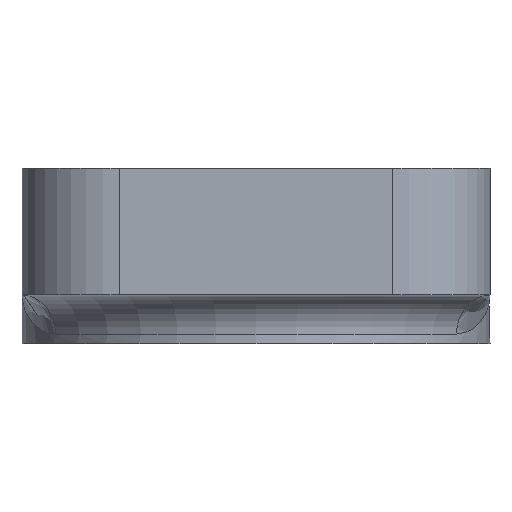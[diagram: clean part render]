
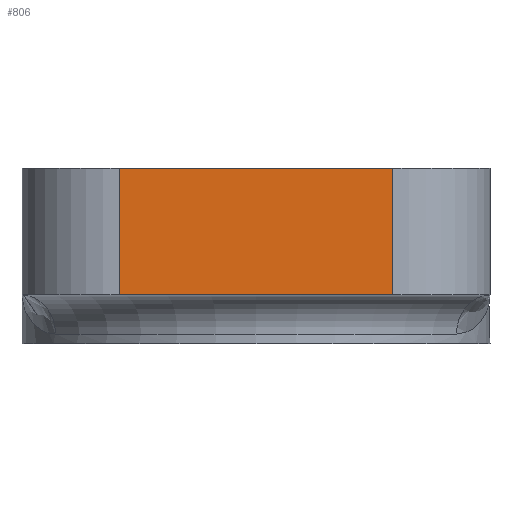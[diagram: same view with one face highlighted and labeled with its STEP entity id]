
A CAD part, front view. The second image highlights one B-rep face of the part: STEP entity #806.
In plain terms, the highlighted planar face has unit normal (0, -1, 0).
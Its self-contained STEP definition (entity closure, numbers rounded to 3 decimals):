
#778 = VERTEX_POINT('',#779);
#779 = CARTESIAN_POINT('',(-7.,-19.,9.));
#788 = VERTEX_POINT('',#789);
#789 = CARTESIAN_POINT('',(-7.,-19.,2.5));
#796 = EDGE_CURVE('',#788,#778,#797,.T.);
#797 = LINE('',#798,#799);
#798 = CARTESIAN_POINT('',(-7.,-19.,7.375));
#799 = VECTOR('',#800,1.);
#800 = DIRECTION('',(0.,0.,1.));
#806 = ADVANCED_FACE('',(#807),#832,.T.);
#807 = FACE_BOUND('',#808,.T.);
#808 = EDGE_LOOP('',(#809,#810,#818,#826));
#809 = ORIENTED_EDGE('',*,*,#796,.F.);
#810 = ORIENTED_EDGE('',*,*,#811,.T.);
#811 = EDGE_CURVE('',#788,#812,#814,.T.);
#812 = VERTEX_POINT('',#813);
#813 = CARTESIAN_POINT('',(7.,-19.,2.5));
#814 = LINE('',#815,#816);
#815 = CARTESIAN_POINT('',(0.,-19.,2.5));
#816 = VECTOR('',#817,1.);
#817 = DIRECTION('',(1.,0.,0.));
#818 = ORIENTED_EDGE('',*,*,#819,.F.);
#819 = EDGE_CURVE('',#820,#812,#822,.T.);
#820 = VERTEX_POINT('',#821);
#821 = CARTESIAN_POINT('',(7.,-19.,9.));
#822 = LINE('',#823,#824);
#823 = CARTESIAN_POINT('',(7.,-19.,7.375));
#824 = VECTOR('',#825,1.);
#825 = DIRECTION('',(0.,0.,-1.));
#826 = ORIENTED_EDGE('',*,*,#827,.F.);
#827 = EDGE_CURVE('',#778,#820,#828,.T.);
#828 = LINE('',#829,#830);
#829 = CARTESIAN_POINT('',(0.,-19.,9.));
#830 = VECTOR('',#831,1.);
#831 = DIRECTION('',(1.,0.,0.));
#832 = PLANE('',#833);
#833 = AXIS2_PLACEMENT_3D('',#834,#835,#836);
#834 = CARTESIAN_POINT('',(0.,-19.,9.));
#835 = DIRECTION('',(0.,-1.,0.));
#836 = DIRECTION('',(0.,0.,-1.));
